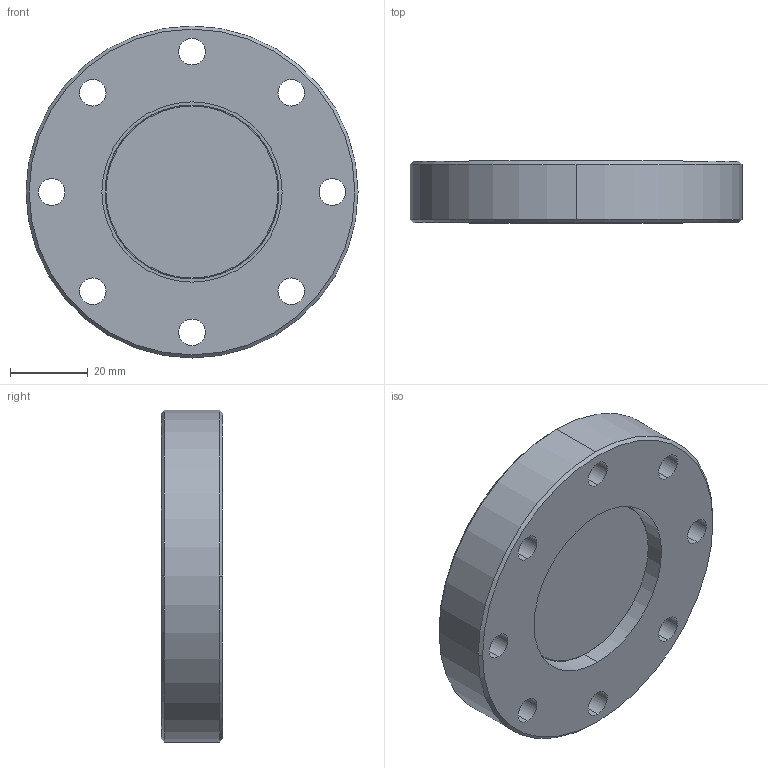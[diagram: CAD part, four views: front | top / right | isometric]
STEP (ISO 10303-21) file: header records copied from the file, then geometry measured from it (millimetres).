
FILE_DESCRIPTION (( 'STEP AP203' ), '1' );
FILE_NAME ('A0650-2-CF.STEP', '2012-11-14T18:30:55', ( '' ), ( '' ), 'SwSTEP 2.0', 'SolidWorks 2012', '' );
FILE_SCHEMA (( 'CONFIG_CONTROL_DESIGN' ));
Length unit declared in the file: inch
Products named in the file (1): A0650-2-CF
Bounding box: 85.6 x 15.88 x 85.6 mm (x, y, z)
Volume: 66304.7 mm3; surface area: 23445.1 mm2
Topology: 1 solids, 1 shells, 66 faces, 158 edges, 104 vertices
Faces by surface type: cylinder 40, plane 12, cone 10, bspline 4
Entity records: 2129 total; most frequent: CARTESIAN_POINT 401, DIRECTION 384, ORIENTED_EDGE 316, AXIS2_PLACEMENT_3D 167, EDGE_CURVE 158, CIRCLE 104, VERTEX_POINT 104, EDGE_LOOP 92
